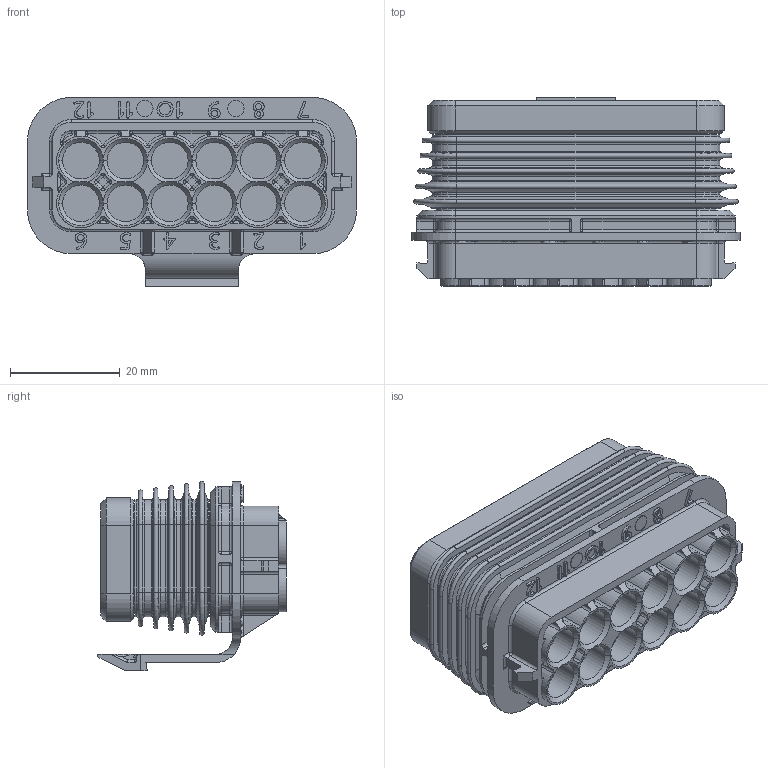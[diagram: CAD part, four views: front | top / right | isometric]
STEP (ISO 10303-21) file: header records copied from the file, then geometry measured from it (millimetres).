
FILE_DESCRIPTION((''),'2;1');
FILE_NAME('SC42-2018A-A001_NCF_ASM','2022-08-11T14:15:30',('20077268'),(''),'CREO PARAMETRIC BY PTC INC, 2017110','CREO PARAMETRIC BY PTC INC, 2017110','');
FILE_SCHEMA(('CONFIG_CONTROL_DESIGN'));
Length unit declared in the file: millimetre
Products named in the file (4): PC26-2011A-B001_SALES_NCF; C14-1011_INSTALLED; PC42-2018A-A001_SALES_NCF_ASM; SC42-2018A-A001_NCF_ASM
Assembly tree (3 placements, depth 3):
  SC42-2018A-A001_NCF_ASM
    PC42-2018A-A001_SALES_NCF_ASM
      PC26-2011A-B001_SALES_NCF
      C14-1011_INSTALLED
Bounding box: 60 x 34.3 x 34.53 mm (x, y, z)
Volume: 29989.5 mm3; surface area: 24876.3 mm2
Topology: 2 solids, 4 shells, 1649 faces, 4007 edges, 2427 vertices
Faces by surface type: cylinder 495, plane 465, extrusion 271, torus 174, cone 132, sphere 76, bspline 36
Entity records: 51917 total; most frequent: CARTESIAN_POINT 13792, ORIENTED_EDGE 8014, DIRECTION 7675, EDGE_CURVE 4007, AXIS2_PLACEMENT_3D 2735, VERTEX_POINT 2427, VECTOR 2205, LINE 1934
